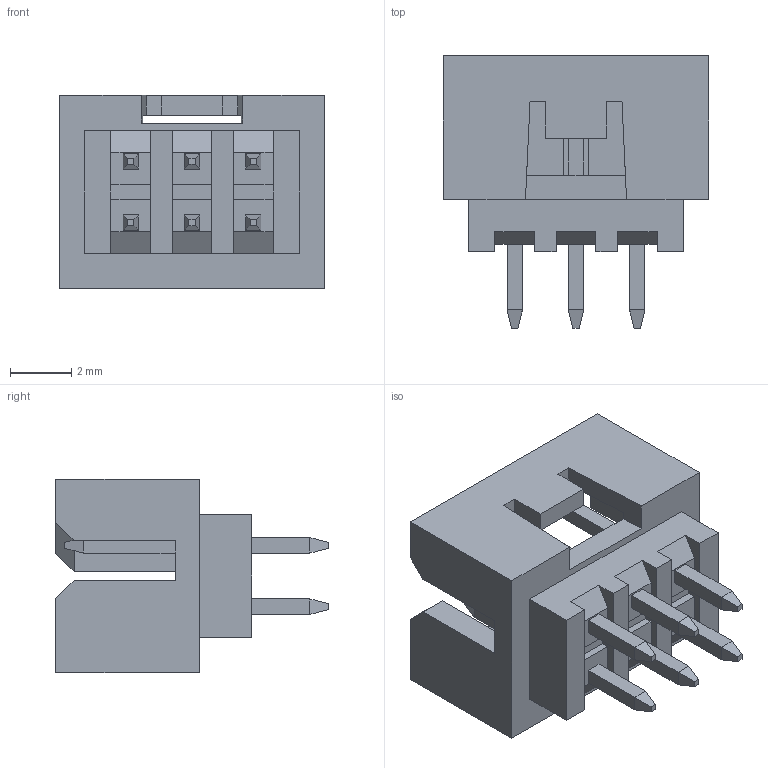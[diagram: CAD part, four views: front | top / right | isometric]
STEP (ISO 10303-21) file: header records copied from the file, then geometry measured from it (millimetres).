
FILE_DESCRIPTION((''),'2;1');
FILE_NAME('878310642','2014-01-31T',('me'),(''),'PRO/ENGINEER BY PARAMETRIC TECHNOLOGY CORPORATION, 2011490','PRO/ENGINEER BY PARAMETRIC TECHNOLOGY CORPORATION, 2011490','');
FILE_SCHEMA(('CONFIG_CONTROL_DESIGN'));
Length unit declared in the file: millimetre
Products named in the file (1): 878310642
Bounding box: 8.65 x 8.9 x 6.3 mm (x, y, z)
Volume: 159.3 mm3; surface area: 440.1 mm2
Topology: 1 solids, 1 shells, 199 faces, 514 edges, 328 vertices
Faces by surface type: plane 199
Entity records: 5909 total; most frequent: CARTESIAN_POINT 1030, ORIENTED_EDGE 1004, DIRECTION 926, VECTOR 502, LINE 502, EDGE_CURVE 502, VERTEX_POINT 316, AXIS2_PLACEMENT_3D 212
